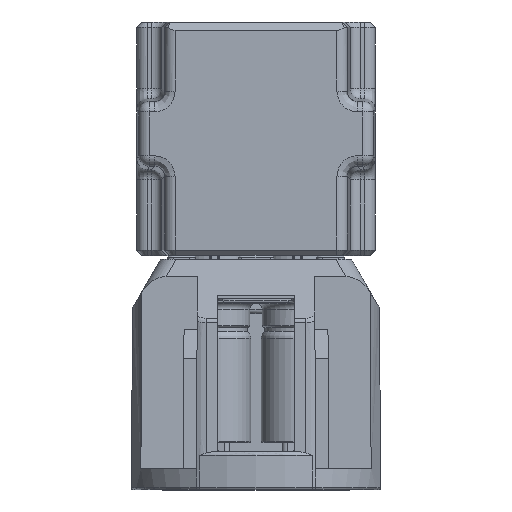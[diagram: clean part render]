
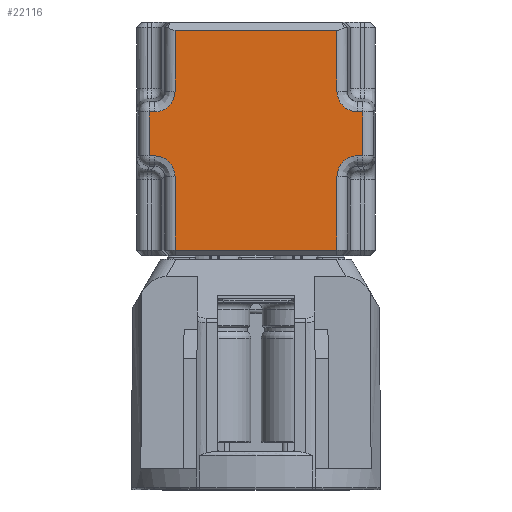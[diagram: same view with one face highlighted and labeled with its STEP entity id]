
A CAD part, top view. The second image highlights one B-rep face of the part: STEP entity #22116.
In plain terms, the highlighted planar face has unit normal (0, 0, 1).
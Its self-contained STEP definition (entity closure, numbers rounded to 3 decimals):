
#514=PLANE('',#24312);
#4051=FACE_OUTER_BOUND('',#5334,.T.);
#5334=EDGE_LOOP('',(#19840,#19841,#19842,#19843,#19844,#19845,#19846,#19847,
#19848,#19849,#19850,#19851,#19852,#19853,#19854,#19855));
#5834=B_SPLINE_CURVE_WITH_KNOTS('',3,(#41213,#41214,#41215,#41216,#41217,
#41218,#41219,#41220,#41221),.UNSPECIFIED.,.F.,.F.,(4,1,1,1,1,1,4),(0.,
0.167,0.333,0.5,0.667,0.833,1.),
 .UNSPECIFIED.);
#5835=B_SPLINE_CURVE_WITH_KNOTS('',3,(#41280,#41281,#41282,#41283,#41284,
#41285,#41286,#41287,#41288),.UNSPECIFIED.,.F.,.F.,(4,1,1,1,1,1,4),(0.,
0.167,0.333,0.5,0.667,0.833,1.),
 .UNSPECIFIED.);
#5836=B_SPLINE_CURVE_WITH_KNOTS('',3,(#41338,#41339,#41340,#41341,#41342,
#41343,#41344,#41345,#41346),.UNSPECIFIED.,.F.,.F.,(4,1,1,1,1,1,4),(0.,
0.167,0.333,0.5,0.667,0.833,1.),
 .UNSPECIFIED.);
#5837=B_SPLINE_CURVE_WITH_KNOTS('',3,(#41385,#41386,#41387,#41388,#41389,
#41390,#41391,#41392,#41393),.UNSPECIFIED.,.F.,.F.,(4,1,1,1,1,1,4),(0.,
0.167,0.333,0.5,0.667,0.833,1.),
 .UNSPECIFIED.);
#7316=LINE('',#41224,#9032);
#7318=LINE('',#41227,#9034);
#7319=LINE('',#41231,#9035);
#7320=LINE('',#41235,#9036);
#7322=LINE('',#41238,#9038);
#7323=LINE('',#41242,#9039);
#7324=LINE('',#41293,#9040);
#7325=LINE('',#41296,#9041);
#7326=LINE('',#41299,#9042);
#7390=LINE('',#42474,#9106);
#7391=LINE('',#42476,#9107);
#7392=LINE('',#42477,#9108);
#9032=VECTOR('',#29584,1.);
#9034=VECTOR('',#29588,1.);
#9035=VECTOR('',#29593,1.);
#9036=VECTOR('',#29598,1.);
#9038=VECTOR('',#29602,1.);
#9039=VECTOR('',#29607,1.);
#9040=VECTOR('',#29614,1.);
#9041=VECTOR('',#29617,1.);
#9042=VECTOR('',#29622,1.);
#9106=VECTOR('',#30068,1.);
#9107=VECTOR('',#30069,1.);
#9108=VECTOR('',#30070,1.);
#10951=VERTEX_POINT('',#39372);
#10953=VERTEX_POINT('',#39378);
#10963=VERTEX_POINT('',#39402);
#10965=VERTEX_POINT('',#39408);
#11130=VERTEX_POINT('',#41210);
#11131=VERTEX_POINT('',#41212);
#11132=VERTEX_POINT('',#41229);
#11133=VERTEX_POINT('',#41233);
#11134=VERTEX_POINT('',#41240);
#11135=VERTEX_POINT('',#41279);
#11136=VERTEX_POINT('',#41291);
#11137=VERTEX_POINT('',#41295);
#11138=VERTEX_POINT('',#41336);
#11139=VERTEX_POINT('',#41383);
#11166=VERTEX_POINT('',#42473);
#11167=VERTEX_POINT('',#42475);
#14006=EDGE_CURVE('',#11131,#11130,#5834,.T.);
#14008=EDGE_CURVE('',#10951,#11131,#7316,.T.);
#14010=EDGE_CURVE('',#10953,#10951,#7318,.T.);
#14012=EDGE_CURVE('',#11132,#10953,#7319,.T.);
#14014=EDGE_CURVE('',#10963,#11133,#7320,.T.);
#14016=EDGE_CURVE('',#10965,#10963,#7322,.T.);
#14018=EDGE_CURVE('',#11134,#10965,#7323,.T.);
#14019=EDGE_CURVE('',#11135,#11134,#5835,.T.);
#14022=EDGE_CURVE('',#11136,#11135,#7324,.T.);
#14023=EDGE_CURVE('',#11137,#11136,#7325,.T.);
#14025=EDGE_CURVE('',#11130,#11137,#7326,.T.);
#14027=EDGE_CURVE('',#11133,#11138,#5836,.T.);
#14029=EDGE_CURVE('',#11139,#11132,#5837,.T.);
#14182=EDGE_CURVE('',#11138,#11166,#7390,.T.);
#14183=EDGE_CURVE('',#11166,#11167,#7391,.T.);
#14184=EDGE_CURVE('',#11167,#11139,#7392,.T.);
#19840=ORIENTED_EDGE('',*,*,#14025,.T.);
#19841=ORIENTED_EDGE('',*,*,#14023,.T.);
#19842=ORIENTED_EDGE('',*,*,#14022,.T.);
#19843=ORIENTED_EDGE('',*,*,#14019,.T.);
#19844=ORIENTED_EDGE('',*,*,#14018,.T.);
#19845=ORIENTED_EDGE('',*,*,#14016,.T.);
#19846=ORIENTED_EDGE('',*,*,#14014,.T.);
#19847=ORIENTED_EDGE('',*,*,#14027,.T.);
#19848=ORIENTED_EDGE('',*,*,#14182,.T.);
#19849=ORIENTED_EDGE('',*,*,#14183,.T.);
#19850=ORIENTED_EDGE('',*,*,#14184,.T.);
#19851=ORIENTED_EDGE('',*,*,#14029,.T.);
#19852=ORIENTED_EDGE('',*,*,#14012,.T.);
#19853=ORIENTED_EDGE('',*,*,#14010,.T.);
#19854=ORIENTED_EDGE('',*,*,#14008,.T.);
#19855=ORIENTED_EDGE('',*,*,#14006,.T.);
#22116=ADVANCED_FACE('',(#4051),#514,.T.);
#24312=AXIS2_PLACEMENT_3D('',#42472,#30066,#30067);
#29584=DIRECTION('',(-1.,0.,0.));
#29588=DIRECTION('',(0.,1.,0.));
#29593=DIRECTION('',(1.,0.,0.));
#29598=DIRECTION('',(1.,0.,0.));
#29602=DIRECTION('',(0.,-1.,0.));
#29607=DIRECTION('',(-1.,0.,0.));
#29614=DIRECTION('',(0.,-1.,0.));
#29617=DIRECTION('',(-1.,0.,0.));
#29622=DIRECTION('',(0.,1.,0.));
#30066=DIRECTION('center_axis',(0.,0.,1.));
#30067=DIRECTION('ref_axis',(1.,0.,0.));
#30068=DIRECTION('',(0.,-1.,0.));
#30069=DIRECTION('',(1.,0.,0.));
#30070=DIRECTION('',(0.,1.,0.));
#39372=CARTESIAN_POINT('',(5.157,1.059,11.05));
#39378=CARTESIAN_POINT('',(5.157,-1.059,11.05));
#39402=CARTESIAN_POINT('',(-5.157,-1.059,11.05));
#39408=CARTESIAN_POINT('',(-5.157,1.059,11.05));
#41210=CARTESIAN_POINT('',(3.904,2.058,11.05));
#41212=CARTESIAN_POINT('',(4.903,1.059,11.05));
#41213=CARTESIAN_POINT('Ctrl Pts',(4.903,1.059,11.05));
#41214=CARTESIAN_POINT('Ctrl Pts',(4.789,1.059,11.05));
#41215=CARTESIAN_POINT('Ctrl Pts',(4.58,1.096,11.05));
#41216=CARTESIAN_POINT('Ctrl Pts',(4.314,1.235,11.05));
#41217=CARTESIAN_POINT('Ctrl Pts',(4.125,1.416,11.05));
#41218=CARTESIAN_POINT('Ctrl Pts',(4.004,1.606,11.05));
#41219=CARTESIAN_POINT('Ctrl Pts',(3.927,1.807,11.05));
#41220=CARTESIAN_POINT('Ctrl Pts',(3.904,1.971,11.05));
#41221=CARTESIAN_POINT('Ctrl Pts',(3.904,2.058,11.05));
#41224=CARTESIAN_POINT('',(5.25,1.059,11.05));
#41227=CARTESIAN_POINT('',(5.157,5.17,11.05));
#41229=CARTESIAN_POINT('',(4.903,-1.059,11.05));
#41231=CARTESIAN_POINT('',(4.903,-1.059,11.05));
#41233=CARTESIAN_POINT('',(-4.903,-1.059,11.05));
#41235=CARTESIAN_POINT('',(-5.25,-1.059,11.05));
#41238=CARTESIAN_POINT('',(-5.157,-5.855,11.05));
#41240=CARTESIAN_POINT('',(-4.903,1.059,11.05));
#41242=CARTESIAN_POINT('',(-4.903,1.059,11.05));
#41279=CARTESIAN_POINT('',(-3.904,2.058,11.05));
#41280=CARTESIAN_POINT('Ctrl Pts',(-3.904,2.058,11.05));
#41281=CARTESIAN_POINT('Ctrl Pts',(-3.904,1.944,11.05));
#41282=CARTESIAN_POINT('Ctrl Pts',(-3.941,1.735,11.05));
#41283=CARTESIAN_POINT('Ctrl Pts',(-4.08,1.469,11.05));
#41284=CARTESIAN_POINT('Ctrl Pts',(-4.261,1.28,11.05));
#41285=CARTESIAN_POINT('Ctrl Pts',(-4.451,1.159,11.05));
#41286=CARTESIAN_POINT('Ctrl Pts',(-4.652,1.082,11.05));
#41287=CARTESIAN_POINT('Ctrl Pts',(-4.816,1.059,11.05));
#41288=CARTESIAN_POINT('Ctrl Pts',(-4.903,1.059,11.05));
#41291=CARTESIAN_POINT('',(-3.904,4.995,11.05));
#41293=CARTESIAN_POINT('',(-3.904,5.145,11.05));
#41295=CARTESIAN_POINT('',(3.904,4.995,11.05));
#41296=CARTESIAN_POINT('',(5.75,4.995,11.05));
#41299=CARTESIAN_POINT('',(3.904,2.058,11.05));
#41336=CARTESIAN_POINT('',(-3.904,-2.058,11.05));
#41338=CARTESIAN_POINT('Ctrl Pts',(-4.903,-1.059,11.05));
#41339=CARTESIAN_POINT('Ctrl Pts',(-4.789,-1.059,
11.05));
#41340=CARTESIAN_POINT('Ctrl Pts',(-4.58,-1.096,
11.05));
#41341=CARTESIAN_POINT('Ctrl Pts',(-4.314,-1.235,
11.05));
#41342=CARTESIAN_POINT('Ctrl Pts',(-4.125,-1.416,
11.05));
#41343=CARTESIAN_POINT('Ctrl Pts',(-4.004,-1.606,
11.05));
#41344=CARTESIAN_POINT('Ctrl Pts',(-3.927,-1.807,
11.05));
#41345=CARTESIAN_POINT('Ctrl Pts',(-3.904,-1.971,
11.05));
#41346=CARTESIAN_POINT('Ctrl Pts',(-3.904,-2.058,
11.05));
#41383=CARTESIAN_POINT('',(3.904,-2.058,11.05));
#41385=CARTESIAN_POINT('Ctrl Pts',(3.904,-2.058,11.05));
#41386=CARTESIAN_POINT('Ctrl Pts',(3.904,-1.944,11.05));
#41387=CARTESIAN_POINT('Ctrl Pts',(3.941,-1.735,11.05));
#41388=CARTESIAN_POINT('Ctrl Pts',(4.08,-1.469,11.05));
#41389=CARTESIAN_POINT('Ctrl Pts',(4.261,-1.28,11.05));
#41390=CARTESIAN_POINT('Ctrl Pts',(4.451,-1.159,11.05));
#41391=CARTESIAN_POINT('Ctrl Pts',(4.652,-1.082,11.05));
#41392=CARTESIAN_POINT('Ctrl Pts',(4.816,-1.059,11.05));
#41393=CARTESIAN_POINT('Ctrl Pts',(4.903,-1.059,11.05));
#42472=CARTESIAN_POINT('Origin',(5.75,-5.855,11.05));
#42473=CARTESIAN_POINT('',(-3.904,-5.605,11.05));
#42474=CARTESIAN_POINT('',(-3.904,-3.355,11.05));
#42475=CARTESIAN_POINT('',(3.904,-5.605,11.05));
#42476=CARTESIAN_POINT('',(5.75,-5.605,11.05));
#42477=CARTESIAN_POINT('',(3.904,-5.605,11.05));
